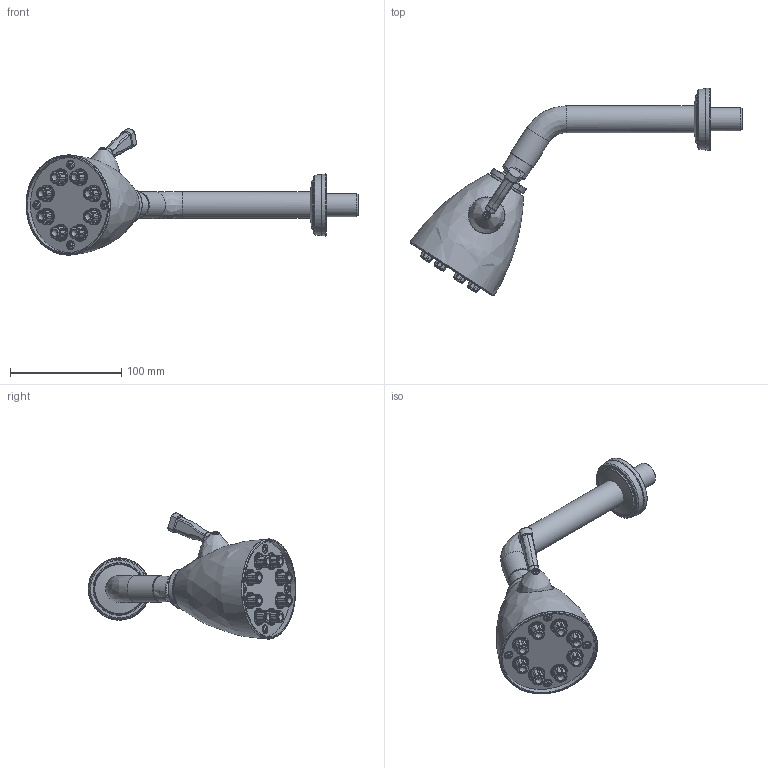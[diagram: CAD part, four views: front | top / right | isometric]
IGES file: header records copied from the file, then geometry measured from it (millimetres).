
Global section: file name: T179-8; native system: Autodesk Inventor 2020; preprocessor: unknown; author: M.GIBBS; date: 20191114.144202; units: millimetre
Bounding box: 297.94 x 186.43 x 113.26 mm (x, y, z)
Volume: 444450.7 mm3; surface area: 94338.7 mm2
Topology: 30 solids, 30 shells, 838 faces, 2246 edges, 1505 vertices
Faces by surface type: bspline 838
